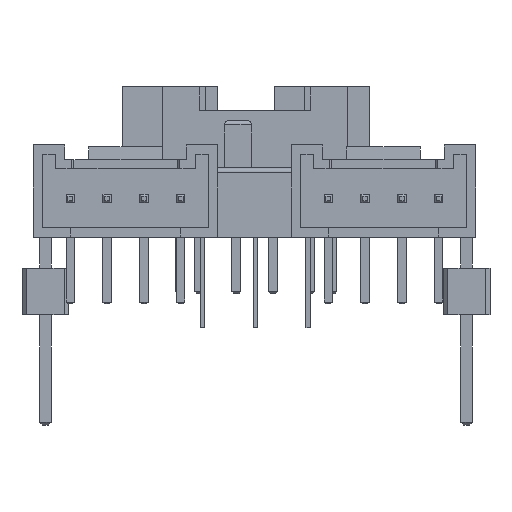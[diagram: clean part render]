
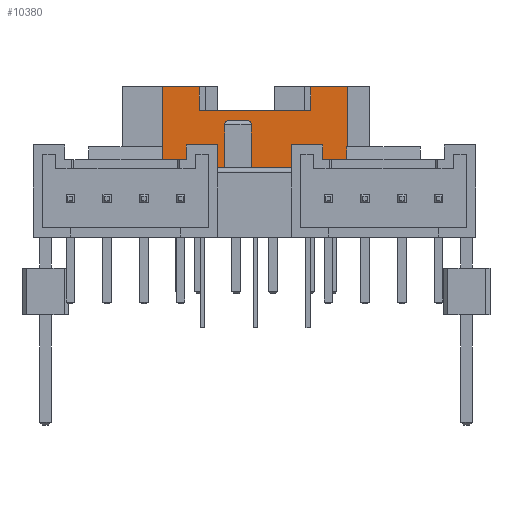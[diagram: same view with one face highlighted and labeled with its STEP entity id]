
A CAD part, front view. The second image highlights one B-rep face of the part: STEP entity #10380.
In plain terms, the highlighted face is planar.
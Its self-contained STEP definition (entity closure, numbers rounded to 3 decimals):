
#10380 = ADVANCED_FACE('',(#10381),#10395,.F.);
#10381 = FACE_BOUND('',#10382,.T.);
#10382 = EDGE_LOOP('',(#10383,#10418,#10446,#10474,#10502,#10530,#10558,
    #10586));
#10383 = ORIENTED_EDGE('',*,*,#10384,.F.);
#10384 = EDGE_CURVE('',#10385,#10387,#10389,.T.);
#10385 = VERTEX_POINT('',#10386);
#10386 = CARTESIAN_POINT('',(3.558,8.08,-2.89));
#10387 = VERTEX_POINT('',#10388);
#10388 = CARTESIAN_POINT('',(3.558,6.78,
    -2.89));
#10389 = SURFACE_CURVE('',#10390,(#10394,#10406),.PCURVE_S1.);
#10390 = LINE('',#10391,#10392);
#10391 = CARTESIAN_POINT('',(3.558,8.08,-2.89));
#10392 = VECTOR('',#10393,1.);
#10393 = DIRECTION('',(0.,-1.,-0.));
#10394 = PCURVE('',#10395,#10400);
#10395 = PLANE('',#10396);
#10396 = AXIS2_PLACEMENT_3D('',#10397,#10398,#10399);
#10397 = CARTESIAN_POINT('',(-4.492,8.08,-2.89));
#10398 = DIRECTION('',(0.,0.,1.));
#10399 = DIRECTION('',(1.,0.,-0.));
#10400 = DEFINITIONAL_REPRESENTATION('',(#10401),#10405);
#10401 = LINE('',#10402,#10403);
#10402 = CARTESIAN_POINT('',(8.05,0.));
#10403 = VECTOR('',#10404,1.);
#10404 = DIRECTION('',(0.,-1.));
#10405 = ( GEOMETRIC_REPRESENTATION_CONTEXT(2) 
PARAMETRIC_REPRESENTATION_CONTEXT() REPRESENTATION_CONTEXT('2D SPACE',''
  ) );
#10406 = PCURVE('',#10407,#10412);
#10407 = PLANE('',#10408);
#10408 = AXIS2_PLACEMENT_3D('',#10409,#10410,#10411);
#10409 = CARTESIAN_POINT('',(3.558,8.08,2.261));
#10410 = DIRECTION('',(1.,0.,0.));
#10411 = DIRECTION('',(0.,1.,0.));
#10412 = DEFINITIONAL_REPRESENTATION('',(#10413),#10417);
#10413 = LINE('',#10414,#10415);
#10414 = CARTESIAN_POINT('',(0.,-5.151));
#10415 = VECTOR('',#10416,1.);
#10416 = DIRECTION('',(-1.,0.));
#10417 = ( GEOMETRIC_REPRESENTATION_CONTEXT(2) 
PARAMETRIC_REPRESENTATION_CONTEXT() REPRESENTATION_CONTEXT('2D SPACE',''
  ) );
#10418 = ORIENTED_EDGE('',*,*,#10419,.F.);
#10419 = EDGE_CURVE('',#10420,#10385,#10422,.T.);
#10420 = VERTEX_POINT('',#10421);
#10421 = CARTESIAN_POINT('',(5.558,8.08,-2.89));
#10422 = SURFACE_CURVE('',#10423,(#10427,#10434),.PCURVE_S1.);
#10423 = LINE('',#10424,#10425);
#10424 = CARTESIAN_POINT('',(-4.492,8.08,-2.89));
#10425 = VECTOR('',#10426,1.);
#10426 = DIRECTION('',(-1.,-0.,0.));
#10427 = PCURVE('',#10395,#10428);
#10428 = DEFINITIONAL_REPRESENTATION('',(#10429),#10433);
#10429 = LINE('',#10430,#10431);
#10430 = CARTESIAN_POINT('',(0.,0.));
#10431 = VECTOR('',#10432,1.);
#10432 = DIRECTION('',(-1.,0.));
#10433 = ( GEOMETRIC_REPRESENTATION_CONTEXT(2) 
PARAMETRIC_REPRESENTATION_CONTEXT() REPRESENTATION_CONTEXT('2D SPACE',''
  ) );
#10434 = PCURVE('',#10435,#10440);
#10435 = PLANE('',#10436);
#10436 = AXIS2_PLACEMENT_3D('',#10437,#10438,#10439);
#10437 = CARTESIAN_POINT('',(0.,8.08,0.));
#10438 = DIRECTION('',(0.,1.,0.));
#10439 = DIRECTION('',(0.,-0.,1.));
#10440 = DEFINITIONAL_REPRESENTATION('',(#10441),#10445);
#10441 = LINE('',#10442,#10443);
#10442 = CARTESIAN_POINT('',(-2.89,-4.492));
#10443 = VECTOR('',#10444,1.);
#10444 = DIRECTION('',(0.,-1.));
#10445 = ( GEOMETRIC_REPRESENTATION_CONTEXT(2) 
PARAMETRIC_REPRESENTATION_CONTEXT() REPRESENTATION_CONTEXT('2D SPACE',''
  ) );
#10446 = ORIENTED_EDGE('',*,*,#10447,.F.);
#10447 = EDGE_CURVE('',#10448,#10420,#10450,.T.);
#10448 = VERTEX_POINT('',#10449);
#10449 = CARTESIAN_POINT('',(5.558,0.,-2.89));
#10450 = SURFACE_CURVE('',#10451,(#10455,#10462),.PCURVE_S1.);
#10451 = LINE('',#10452,#10453);
#10452 = CARTESIAN_POINT('',(5.558,8.08,-2.89));
#10453 = VECTOR('',#10454,1.);
#10454 = DIRECTION('',(-0.,1.,0.));
#10455 = PCURVE('',#10395,#10456);
#10456 = DEFINITIONAL_REPRESENTATION('',(#10457),#10461);
#10457 = LINE('',#10458,#10459);
#10458 = CARTESIAN_POINT('',(10.05,0.));
#10459 = VECTOR('',#10460,1.);
#10460 = DIRECTION('',(0.,1.));
#10461 = ( GEOMETRIC_REPRESENTATION_CONTEXT(2) 
PARAMETRIC_REPRESENTATION_CONTEXT() REPRESENTATION_CONTEXT('2D SPACE',''
  ) );
#10462 = PCURVE('',#10463,#10468);
#10463 = PLANE('',#10464);
#10464 = AXIS2_PLACEMENT_3D('',#10465,#10466,#10467);
#10465 = CARTESIAN_POINT('',(5.558,8.08,-2.89));
#10466 = DIRECTION('',(-1.,0.,0.));
#10467 = DIRECTION('',(0.,0.,1.));
#10468 = DEFINITIONAL_REPRESENTATION('',(#10469),#10473);
#10469 = LINE('',#10470,#10471);
#10470 = CARTESIAN_POINT('',(0.,0.));
#10471 = VECTOR('',#10472,1.);
#10472 = DIRECTION('',(0.,1.));
#10473 = ( GEOMETRIC_REPRESENTATION_CONTEXT(2) 
PARAMETRIC_REPRESENTATION_CONTEXT() REPRESENTATION_CONTEXT('2D SPACE',''
  ) );
#10474 = ORIENTED_EDGE('',*,*,#10475,.F.);
#10475 = EDGE_CURVE('',#10476,#10448,#10478,.T.);
#10476 = VERTEX_POINT('',#10477);
#10477 = CARTESIAN_POINT('',(-4.492,0.,-2.89));
#10478 = SURFACE_CURVE('',#10479,(#10483,#10490),.PCURVE_S1.);
#10479 = LINE('',#10480,#10481);
#10480 = CARTESIAN_POINT('',(-4.492,0.,-2.89));
#10481 = VECTOR('',#10482,1.);
#10482 = DIRECTION('',(1.,0.,-0.));
#10483 = PCURVE('',#10395,#10484);
#10484 = DEFINITIONAL_REPRESENTATION('',(#10485),#10489);
#10485 = LINE('',#10486,#10487);
#10486 = CARTESIAN_POINT('',(0.,-8.08));
#10487 = VECTOR('',#10488,1.);
#10488 = DIRECTION('',(1.,0.));
#10489 = ( GEOMETRIC_REPRESENTATION_CONTEXT(2) 
PARAMETRIC_REPRESENTATION_CONTEXT() REPRESENTATION_CONTEXT('2D SPACE',''
  ) );
#10490 = PCURVE('',#10491,#10496);
#10491 = PLANE('',#10492);
#10492 = AXIS2_PLACEMENT_3D('',#10493,#10494,#10495);
#10493 = CARTESIAN_POINT('',(0.,0.,0.));
#10494 = DIRECTION('',(0.,1.,0.));
#10495 = DIRECTION('',(0.,-0.,1.));
#10496 = DEFINITIONAL_REPRESENTATION('',(#10497),#10501);
#10497 = LINE('',#10498,#10499);
#10498 = CARTESIAN_POINT('',(-2.89,-4.492));
#10499 = VECTOR('',#10500,1.);
#10500 = DIRECTION('',(0.,1.));
#10501 = ( GEOMETRIC_REPRESENTATION_CONTEXT(2) 
PARAMETRIC_REPRESENTATION_CONTEXT() REPRESENTATION_CONTEXT('2D SPACE',''
  ) );
#10502 = ORIENTED_EDGE('',*,*,#10503,.F.);
#10503 = EDGE_CURVE('',#10504,#10476,#10506,.T.);
#10504 = VERTEX_POINT('',#10505);
#10505 = CARTESIAN_POINT('',(-4.492,8.08,-2.89));
#10506 = SURFACE_CURVE('',#10507,(#10511,#10518),.PCURVE_S1.);
#10507 = LINE('',#10508,#10509);
#10508 = CARTESIAN_POINT('',(-4.492,8.08,-2.89));
#10509 = VECTOR('',#10510,1.);
#10510 = DIRECTION('',(0.,-1.,-0.));
#10511 = PCURVE('',#10395,#10512);
#10512 = DEFINITIONAL_REPRESENTATION('',(#10513),#10517);
#10513 = LINE('',#10514,#10515);
#10514 = CARTESIAN_POINT('',(0.,0.));
#10515 = VECTOR('',#10516,1.);
#10516 = DIRECTION('',(0.,-1.));
#10517 = ( GEOMETRIC_REPRESENTATION_CONTEXT(2) 
PARAMETRIC_REPRESENTATION_CONTEXT() REPRESENTATION_CONTEXT('2D SPACE',''
  ) );
#10518 = PCURVE('',#10519,#10524);
#10519 = PLANE('',#10520);
#10520 = AXIS2_PLACEMENT_3D('',#10521,#10522,#10523);
#10521 = CARTESIAN_POINT('',(-4.492,8.08,-2.89));
#10522 = DIRECTION('',(1.,0.,0.));
#10523 = DIRECTION('',(0.,0.,-1.));
#10524 = DEFINITIONAL_REPRESENTATION('',(#10525),#10529);
#10525 = LINE('',#10526,#10527);
#10526 = CARTESIAN_POINT('',(0.,0.));
#10527 = VECTOR('',#10528,1.);
#10528 = DIRECTION('',(0.,-1.));
#10529 = ( GEOMETRIC_REPRESENTATION_CONTEXT(2) 
PARAMETRIC_REPRESENTATION_CONTEXT() REPRESENTATION_CONTEXT('2D SPACE',''
  ) );
#10530 = ORIENTED_EDGE('',*,*,#10531,.F.);
#10531 = EDGE_CURVE('',#10532,#10504,#10534,.T.);
#10532 = VERTEX_POINT('',#10533);
#10533 = CARTESIAN_POINT('',(-2.492,8.08,-2.89));
#10534 = SURFACE_CURVE('',#10535,(#10539,#10546),.PCURVE_S1.);
#10535 = LINE('',#10536,#10537);
#10536 = CARTESIAN_POINT('',(-4.492,8.08,-2.89));
#10537 = VECTOR('',#10538,1.);
#10538 = DIRECTION('',(-1.,-0.,0.));
#10539 = PCURVE('',#10395,#10540);
#10540 = DEFINITIONAL_REPRESENTATION('',(#10541),#10545);
#10541 = LINE('',#10542,#10543);
#10542 = CARTESIAN_POINT('',(0.,0.));
#10543 = VECTOR('',#10544,1.);
#10544 = DIRECTION('',(-1.,0.));
#10545 = ( GEOMETRIC_REPRESENTATION_CONTEXT(2) 
PARAMETRIC_REPRESENTATION_CONTEXT() REPRESENTATION_CONTEXT('2D SPACE',''
  ) );
#10546 = PCURVE('',#10547,#10552);
#10547 = PLANE('',#10548);
#10548 = AXIS2_PLACEMENT_3D('',#10549,#10550,#10551);
#10549 = CARTESIAN_POINT('',(0.,8.08,0.));
#10550 = DIRECTION('',(0.,1.,0.));
#10551 = DIRECTION('',(0.,-0.,1.));
#10552 = DEFINITIONAL_REPRESENTATION('',(#10553),#10557);
#10553 = LINE('',#10554,#10555);
#10554 = CARTESIAN_POINT('',(-2.89,-4.492));
#10555 = VECTOR('',#10556,1.);
#10556 = DIRECTION('',(0.,-1.));
#10557 = ( GEOMETRIC_REPRESENTATION_CONTEXT(2) 
PARAMETRIC_REPRESENTATION_CONTEXT() REPRESENTATION_CONTEXT('2D SPACE',''
  ) );
#10558 = ORIENTED_EDGE('',*,*,#10559,.F.);
#10559 = EDGE_CURVE('',#10560,#10532,#10562,.T.);
#10560 = VERTEX_POINT('',#10561);
#10561 = CARTESIAN_POINT('',(-2.492,6.78,
    -2.89));
#10562 = SURFACE_CURVE('',#10563,(#10567,#10574),.PCURVE_S1.);
#10563 = LINE('',#10564,#10565);
#10564 = CARTESIAN_POINT('',(-2.492,8.08,-2.89));
#10565 = VECTOR('',#10566,1.);
#10566 = DIRECTION('',(-0.,1.,0.));
#10567 = PCURVE('',#10395,#10568);
#10568 = DEFINITIONAL_REPRESENTATION('',(#10569),#10573);
#10569 = LINE('',#10570,#10571);
#10570 = CARTESIAN_POINT('',(2.,0.));
#10571 = VECTOR('',#10572,1.);
#10572 = DIRECTION('',(0.,1.));
#10573 = ( GEOMETRIC_REPRESENTATION_CONTEXT(2) 
PARAMETRIC_REPRESENTATION_CONTEXT() REPRESENTATION_CONTEXT('2D SPACE',''
  ) );
#10574 = PCURVE('',#10575,#10580);
#10575 = PLANE('',#10576);
#10576 = AXIS2_PLACEMENT_3D('',#10577,#10578,#10579);
#10577 = CARTESIAN_POINT('',(-2.492,8.08,2.261));
#10578 = DIRECTION('',(-1.,0.,0.));
#10579 = DIRECTION('',(0.,-1.,0.));
#10580 = DEFINITIONAL_REPRESENTATION('',(#10581),#10585);
#10581 = LINE('',#10582,#10583);
#10582 = CARTESIAN_POINT('',(0.,-5.151));
#10583 = VECTOR('',#10584,1.);
#10584 = DIRECTION('',(-1.,0.));
#10585 = ( GEOMETRIC_REPRESENTATION_CONTEXT(2) 
PARAMETRIC_REPRESENTATION_CONTEXT() REPRESENTATION_CONTEXT('2D SPACE',''
  ) );
#10586 = ORIENTED_EDGE('',*,*,#10587,.F.);
#10587 = EDGE_CURVE('',#10387,#10560,#10588,.T.);
#10588 = SURFACE_CURVE('',#10589,(#10593,#10600),.PCURVE_S1.);
#10589 = LINE('',#10590,#10591);
#10590 = CARTESIAN_POINT('',(-4.492,6.78,
    -2.89));
#10591 = VECTOR('',#10592,1.);
#10592 = DIRECTION('',(-1.,-0.,0.));
#10593 = PCURVE('',#10395,#10594);
#10594 = DEFINITIONAL_REPRESENTATION('',(#10595),#10599);
#10595 = LINE('',#10596,#10597);
#10596 = CARTESIAN_POINT('',(0.,-1.3));
#10597 = VECTOR('',#10598,1.);
#10598 = DIRECTION('',(-1.,0.));
#10599 = ( GEOMETRIC_REPRESENTATION_CONTEXT(2) 
PARAMETRIC_REPRESENTATION_CONTEXT() REPRESENTATION_CONTEXT('2D SPACE',''
  ) );
#10600 = PCURVE('',#10601,#10606);
#10601 = PLANE('',#10602);
#10602 = AXIS2_PLACEMENT_3D('',#10603,#10604,#10605);
#10603 = CARTESIAN_POINT('',(3.558,6.78,
    2.261));
#10604 = DIRECTION('',(0.,-1.,0.));
#10605 = DIRECTION('',(0.,-0.,-1.));
#10606 = DEFINITIONAL_REPRESENTATION('',(#10607),#10611);
#10607 = LINE('',#10608,#10609);
#10608 = CARTESIAN_POINT('',(5.151,-8.05));
#10609 = VECTOR('',#10610,1.);
#10610 = DIRECTION('',(-0.,-1.));
#10611 = ( GEOMETRIC_REPRESENTATION_CONTEXT(2) 
PARAMETRIC_REPRESENTATION_CONTEXT() REPRESENTATION_CONTEXT('2D SPACE',''
  ) );
